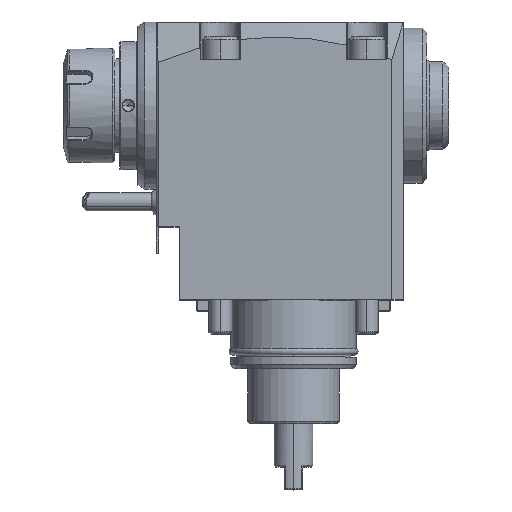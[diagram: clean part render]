
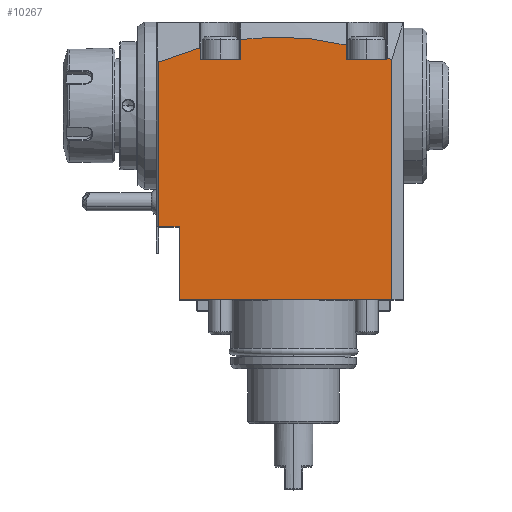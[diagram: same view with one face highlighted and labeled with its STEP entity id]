
A CAD part, top view. The second image highlights one B-rep face of the part: STEP entity #10267.
In plain terms, the highlighted planar face has unit normal (0, 0, 1).
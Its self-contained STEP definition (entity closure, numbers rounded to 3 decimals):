
#2213=DIRECTION('',(0.,1.,0.));
#2214=VECTOR('',#2213,104.954);
#2215=CARTESIAN_POINT('',(103.,0.,42.5));
#2216=LINE('',#2215,#2214);
#2230=CARTESIAN_POINT('',(103.,104.954,42.5));
#2244=DIRECTION('',(-1.,0.,0.));
#2245=VECTOR('',#2244,93.);
#2246=CARTESIAN_POINT('',(103.,0.,42.5));
#2247=LINE('',#2246,#2245);
#2767=DIRECTION('',(0.,1.,0.));
#2768=VECTOR('',#2767,32.);
#2769=CARTESIAN_POINT('',(10.,0.,42.5));
#2770=LINE('',#2769,#2768);
#2771=DIRECTION('',(1.,0.,0.));
#2772=VECTOR('',#2771,9.);
#2773=CARTESIAN_POINT('',(1.,32.,42.5));
#2774=LINE('',#2773,#2772);
#2775=DIRECTION('',(0.,1.,0.));
#2776=VECTOR('',#2775,71.4);
#2777=CARTESIAN_POINT('',(1.,32.5,42.5));
#2778=LINE('',#2777,#2776);
#2779=CARTESIAN_POINT('',(18.964,110.187,42.5));
#2780=CARTESIAN_POINT('',(12.837,108.491,42.5));
#2781=CARTESIAN_POINT('',(6.855,106.378,42.5));
#2782=CARTESIAN_POINT('',(1.,103.9,42.5));
#2784=DIRECTION('',(-0.268,0.963,0.));
#2785=VECTOR('',#2784,2.);
#2786=CARTESIAN_POINT('',(19.5,108.26,42.5));
#2787=LINE('',#2786,#2785);
#2788=DIRECTION('',(0.,-1.,0.));
#2789=VECTOR('',#2788,3.26);
#2790=CARTESIAN_POINT('',(19.5,108.26,42.5));
#2791=LINE('',#2790,#2789);
#2792=DIRECTION('',(0.,-1.,0.));
#2793=VECTOR('',#2792,8.865);
#2794=CARTESIAN_POINT('',(37.,113.865,42.5));
#2795=LINE('',#2794,#2793);
#2796=CARTESIAN_POINT('',(37.,113.865,42.5));
#2797=CARTESIAN_POINT('',(52.484,115.895,42.5));
#2798=CARTESIAN_POINT('',(67.814,115.013,42.5));
#2799=CARTESIAN_POINT('',(83.,111.373,42.5));
#2801=DIRECTION('',(0.,1.,0.));
#2802=VECTOR('',#2801,6.373);
#2803=CARTESIAN_POINT('',(83.,105.,42.5));
#2804=LINE('',#2803,#2802);
#2805=DIRECTION('',(-0.275,-0.961,0.));
#2806=VECTOR('',#2805,0.752);
#2807=CARTESIAN_POINT('',(101.05,105.723,42.5));
#2808=LINE('',#2807,#2806);
#2809=CARTESIAN_POINT('',(101.05,105.723,42.5));
#2810=CARTESIAN_POINT('',(101.702,105.471,42.5));
#2811=CARTESIAN_POINT('',(102.352,105.215,42.5));
#2812=CARTESIAN_POINT('',(103.,104.954,42.5));
#2814=DIRECTION('',(0.,1.,0.));
#2815=VECTOR('',#2814,0.5);
#2816=CARTESIAN_POINT('',(1.,32.,42.5));
#2817=LINE('',#2816,#2815);
#2838=CARTESIAN_POINT('',(1.,103.9,42.5));
#3092=DIRECTION('',(-1.,0.,0.));
#3093=VECTOR('',#3092,17.843);
#3094=CARTESIAN_POINT('',(100.843,105.,42.5));
#3095=LINE('',#3094,#3093);
#3136=CARTESIAN_POINT('',(37.,113.865,42.5));
#3154=DIRECTION('',(-1.,0.,0.));
#3155=VECTOR('',#3154,17.5);
#3156=CARTESIAN_POINT('',(37.,105.,42.5));
#3157=LINE('',#3156,#3155);
#5133=CARTESIAN_POINT('',(19.5,105.,42.5));
#5134=VERTEX_POINT('',#5133);
#5137=VERTEX_POINT('',#2838);
#5151=VERTEX_POINT('',#2230);
#5160=CARTESIAN_POINT('',(19.5,108.26,42.5));
#5161=CARTESIAN_POINT('',(18.964,110.187,42.5));
#5162=VERTEX_POINT('',#5160);
#5163=VERTEX_POINT('',#5161);
#5164=CARTESIAN_POINT('',(101.05,105.723,42.5));
#5165=VERTEX_POINT('',#5164);
#5167=VERTEX_POINT('',#3136);
#5168=CARTESIAN_POINT('',(37.,105.,42.5));
#5169=VERTEX_POINT('',#5168);
#5190=VERTEX_POINT('',#2799);
#5201=CARTESIAN_POINT('',(100.843,105.,42.5));
#5202=VERTEX_POINT('',#5201);
#5208=CARTESIAN_POINT('',(83.,105.,42.5));
#5210=VERTEX_POINT('',#5208);
#5800=CARTESIAN_POINT('',(103.,0.,42.5));
#5801=VERTEX_POINT('',#5800);
#5851=CARTESIAN_POINT('',(10.,0.,42.5));
#5853=VERTEX_POINT('',#5851);
#5854=CARTESIAN_POINT('',(1.,32.,42.5));
#5855=CARTESIAN_POINT('',(10.,32.,42.5));
#5856=VERTEX_POINT('',#5854);
#5857=VERTEX_POINT('',#5855);
#5907=CARTESIAN_POINT('',(1.,32.5,42.5));
#5909=VERTEX_POINT('',#5907);
#10232=CARTESIAN_POINT('',(0.,121.5,42.5));
#10233=DIRECTION('',(0.,0.,1.));
#10234=DIRECTION('',(0.,-1.,0.));
#10235=AXIS2_PLACEMENT_3D('',#10232,#10233,#10234);
#10236=PLANE('',#10235);
#10237=ORIENTED_EDGE('',*,*,#9382,.F.);
#10238=ORIENTED_EDGE('',*,*,#9403,.T.);
#10239=ORIENTED_EDGE('',*,*,#10225,.T.);
#10240=ORIENTED_EDGE('',*,*,#10214,.F.);
#10242=ORIENTED_EDGE('',*,*,#10241,.T.);
#10244=ORIENTED_EDGE('',*,*,#10243,.T.);
#10246=ORIENTED_EDGE('',*,*,#10245,.F.);
#10248=ORIENTED_EDGE('',*,*,#10247,.F.);
#10250=ORIENTED_EDGE('',*,*,#10249,.T.);
#10252=ORIENTED_EDGE('',*,*,#10251,.F.);
#10254=ORIENTED_EDGE('',*,*,#10253,.F.);
#10256=ORIENTED_EDGE('',*,*,#10255,.T.);
#10258=ORIENTED_EDGE('',*,*,#10257,.F.);
#10260=ORIENTED_EDGE('',*,*,#10259,.F.);
#10262=ORIENTED_EDGE('',*,*,#10261,.F.);
#10264=ORIENTED_EDGE('',*,*,#10263,.T.);
#10265=EDGE_LOOP('',(#10237,#10238,#10239,#10240,#10242,#10244,#10246,#10248,
#10250,#10252,#10254,#10256,#10258,#10260,#10262,#10264));
#10266=FACE_OUTER_BOUND('',#10265,.F.);
#2783=B_SPLINE_CURVE_WITH_KNOTS('',3,(#2779,#2780,#2781,#2782),.UNSPECIFIED.,
.F.,.F.,(4,4),(0.,1.),.UNSPECIFIED.);
#2800=B_SPLINE_CURVE_WITH_KNOTS('',3,(#2796,#2797,#2798,#2799),.UNSPECIFIED.,
.F.,.F.,(4,4),(0.,1.),.UNSPECIFIED.);
#2813=B_SPLINE_CURVE_WITH_KNOTS('',3,(#2809,#2810,#2811,#2812),.UNSPECIFIED.,
.F.,.F.,(4,4),(0.,1.),.UNSPECIFIED.);
#9382=EDGE_CURVE('',#5801,#5151,#2216,.T.);
#9403=EDGE_CURVE('',#5801,#5853,#2247,.T.);
#10214=EDGE_CURVE('',#5856,#5857,#2774,.T.);
#10225=EDGE_CURVE('',#5853,#5857,#2770,.T.);
#10241=EDGE_CURVE('',#5856,#5909,#2817,.T.);
#10243=EDGE_CURVE('',#5909,#5137,#2778,.T.);
#10245=EDGE_CURVE('',#5163,#5137,#2783,.T.);
#10247=EDGE_CURVE('',#5162,#5163,#2787,.T.);
#10249=EDGE_CURVE('',#5162,#5134,#2791,.T.);
#10251=EDGE_CURVE('',#5169,#5134,#3157,.T.);
#10253=EDGE_CURVE('',#5167,#5169,#2795,.T.);
#10255=EDGE_CURVE('',#5167,#5190,#2800,.T.);
#10257=EDGE_CURVE('',#5210,#5190,#2804,.T.);
#10259=EDGE_CURVE('',#5202,#5210,#3095,.T.);
#10261=EDGE_CURVE('',#5165,#5202,#2808,.T.);
#10263=EDGE_CURVE('',#5165,#5151,#2813,.T.);
#10267=ADVANCED_FACE('',(#10266),#10236,.T.);
